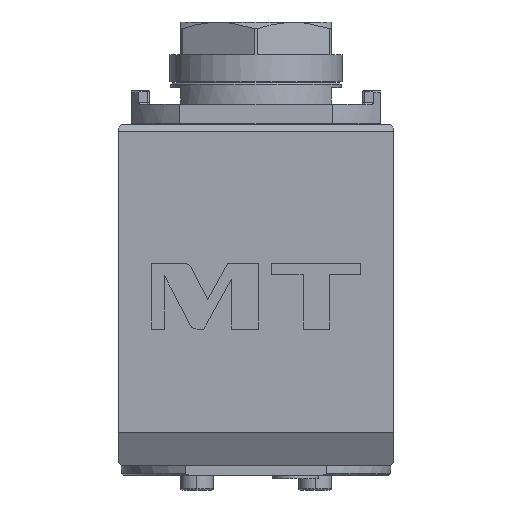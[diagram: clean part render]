
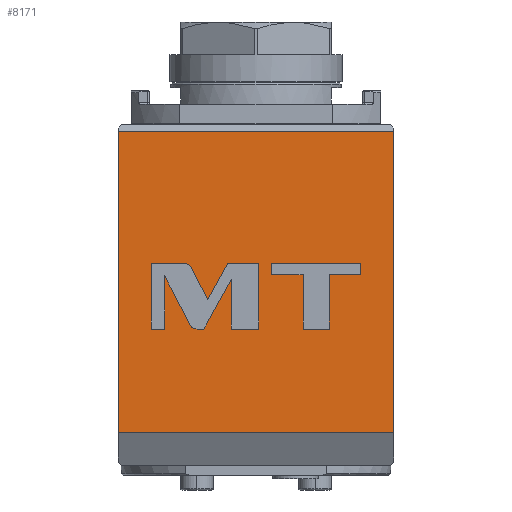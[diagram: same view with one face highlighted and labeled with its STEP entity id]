
A CAD part, left-side view. The second image highlights one B-rep face of the part: STEP entity #8171.
In plain terms, the highlighted planar face has unit normal (-1, 0, 0).
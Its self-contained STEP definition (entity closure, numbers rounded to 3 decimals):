
#1460=DIRECTION('',(0.,1.,0.));
#1461=VECTOR('',#1460,84.);
#1462=CARTESIAN_POINT('',(-111.,-42.,50.2));
#1463=LINE('',#1462,#1461);
#1464=DIRECTION('',(0.,0.,-1.));
#1465=VECTOR('',#1464,91.7);
#1466=CARTESIAN_POINT('',(-111.,-42.,50.2));
#1467=LINE('',#1466,#1465);
#1468=DIRECTION('',(0.,-1.,0.));
#1469=VECTOR('',#1468,84.);
#1470=CARTESIAN_POINT('',(-111.,42.,-41.5));
#1471=LINE('',#1470,#1469);
#1472=DIRECTION('',(0.,0.,1.));
#1473=VECTOR('',#1472,91.7);
#1474=CARTESIAN_POINT('',(-111.,42.,-41.5));
#1475=LINE('',#1474,#1473);
#1476=CARTESIAN_POINT('',(-111.,19.771,8.698));
#1477=CARTESIAN_POINT('',(-111.,20.186,9.501));
#1478=CARTESIAN_POINT('',(-111.,21.006,10.));
#1479=CARTESIAN_POINT('',(-111.,21.91,10.));
#1481=DIRECTION('',(0.,1.,0.));
#1482=VECTOR('',#1481,10.054);
#1483=CARTESIAN_POINT('',(-111.,21.91,10.));
#1484=LINE('',#1483,#1482);
#1485=DIRECTION('',(0.,0.,-1.));
#1486=VECTOR('',#1485,20.);
#1487=CARTESIAN_POINT('',(-111.,31.964,10.));
#1488=LINE('',#1487,#1486);
#1489=DIRECTION('',(0.,-1.,0.));
#1490=VECTOR('',#1489,4.16);
#1491=CARTESIAN_POINT('',(-111.,31.964,-10.));
#1492=LINE('',#1491,#1490);
#1493=DIRECTION('',(0.,0.,1.));
#1494=VECTOR('',#1493,16.202);
#1495=CARTESIAN_POINT('',(-111.,27.804,-10.));
#1496=LINE('',#1495,#1494);
#1497=DIRECTION('',(0.,-0.459,-0.888));
#1498=VECTOR('',#1497,16.774);
#1499=CARTESIAN_POINT('',(-111.,27.804,6.202));
#1500=LINE('',#1499,#1498);
#1501=CARTESIAN_POINT('',(-111.,20.1,-8.698));
#1502=CARTESIAN_POINT('',(-111.,19.684,-9.502));
#1503=CARTESIAN_POINT('',(-111.,18.863,-10.));
#1504=CARTESIAN_POINT('',(-111.,17.958,-10.));
#1506=DIRECTION('',(0.,-1.,0.));
#1507=VECTOR('',#1506,2.086);
#1508=CARTESIAN_POINT('',(-111.,17.958,-10.));
#1509=LINE('',#1508,#1507);
#1510=DIRECTION('',(0.,-0.481,0.877));
#1511=VECTOR('',#1510,17.353);
#1512=CARTESIAN_POINT('',(-111.,15.872,-10.));
#1513=LINE('',#1512,#1511);
#1514=DIRECTION('',(0.,0.,-1.));
#1515=VECTOR('',#1514,15.212);
#1516=CARTESIAN_POINT('',(-111.,7.522,5.212));
#1517=LINE('',#1516,#1515);
#1518=DIRECTION('',(0.,-1.,0.));
#1519=VECTOR('',#1518,8.416);
#1520=CARTESIAN_POINT('',(-111.,7.522,-10.));
#1521=LINE('',#1520,#1519);
#1522=DIRECTION('',(0.,0.,1.));
#1523=VECTOR('',#1522,20.);
#1524=CARTESIAN_POINT('',(-111.,-0.894,-10.));
#1525=LINE('',#1524,#1523);
#1526=DIRECTION('',(0.,1.,0.));
#1527=VECTOR('',#1526,9.488);
#1528=CARTESIAN_POINT('',(-111.,-0.894,10.));
#1529=LINE('',#1528,#1527);
#1530=DIRECTION('',(0.,0.481,-0.877));
#1531=VECTOR('',#1530,12.681);
#1532=CARTESIAN_POINT('',(-111.,8.594,10.));
#1533=LINE('',#1532,#1531);
#1534=DIRECTION('',(0.,0.459,0.888));
#1535=VECTOR('',#1534,11.049);
#1536=CARTESIAN_POINT('',(-111.,14.696,-1.116));
#1537=LINE('',#1536,#1535);
#1538=DIRECTION('',(0.,0.,-1.));
#1539=VECTOR('',#1538,16.594);
#1540=CARTESIAN_POINT('',(-111.,-14.344,6.594));
#1541=LINE('',#1540,#1539);
#1542=DIRECTION('',(0.,-1.,0.));
#1543=VECTOR('',#1542,7.922);
#1544=CARTESIAN_POINT('',(-111.,-14.344,-10.));
#1545=LINE('',#1544,#1543);
#1546=DIRECTION('',(0.,0.,1.));
#1547=VECTOR('',#1546,16.594);
#1548=CARTESIAN_POINT('',(-111.,-22.266,-10.));
#1549=LINE('',#1548,#1547);
#1550=DIRECTION('',(0.,-1.,0.));
#1551=VECTOR('',#1550,9.696);
#1552=CARTESIAN_POINT('',(-111.,-22.266,6.594));
#1553=LINE('',#1552,#1551);
#1554=DIRECTION('',(0.,0.,1.));
#1555=VECTOR('',#1554,3.406);
#1556=CARTESIAN_POINT('',(-111.,-31.962,6.594));
#1557=LINE('',#1556,#1555);
#1558=DIRECTION('',(0.,1.,0.));
#1559=VECTOR('',#1558,27.314);
#1560=CARTESIAN_POINT('',(-111.,-31.962,10.));
#1561=LINE('',#1560,#1559);
#1562=DIRECTION('',(0.,0.,-1.));
#1563=VECTOR('',#1562,3.406);
#1564=CARTESIAN_POINT('',(-111.,-4.648,10.));
#1565=LINE('',#1564,#1563);
#1566=DIRECTION('',(0.,-1.,0.));
#1567=VECTOR('',#1566,9.696);
#1568=CARTESIAN_POINT('',(-111.,-4.648,6.594));
#1569=LINE('',#1568,#1567);
#5742=CARTESIAN_POINT('',(-111.,42.,-41.5));
#5743=VERTEX_POINT('',#5742);
#5744=CARTESIAN_POINT('',(-111.,-42.,-41.5));
#5745=VERTEX_POINT('',#5744);
#5754=CARTESIAN_POINT('',(-111.,-42.,50.2));
#5755=CARTESIAN_POINT('',(-111.,42.,50.2));
#5756=VERTEX_POINT('',#5754);
#5757=VERTEX_POINT('',#5755);
#6742=VERTEX_POINT('',#1476);
#6743=VERTEX_POINT('',#1479);
#6744=CARTESIAN_POINT('',(-111.,31.964,10.));
#6745=VERTEX_POINT('',#6744);
#6746=CARTESIAN_POINT('',(-111.,31.964,-10.));
#6747=VERTEX_POINT('',#6746);
#6748=CARTESIAN_POINT('',(-111.,27.804,-10.));
#6749=VERTEX_POINT('',#6748);
#6750=CARTESIAN_POINT('',(-111.,27.804,6.202));
#6751=VERTEX_POINT('',#6750);
#6752=CARTESIAN_POINT('',(-111.,20.1,-8.698));
#6753=VERTEX_POINT('',#6752);
#6754=VERTEX_POINT('',#1504);
#6755=CARTESIAN_POINT('',(-111.,15.872,-10.));
#6756=VERTEX_POINT('',#6755);
#6757=CARTESIAN_POINT('',(-111.,7.522,5.212));
#6758=VERTEX_POINT('',#6757);
#6759=CARTESIAN_POINT('',(-111.,7.522,-10.));
#6760=VERTEX_POINT('',#6759);
#6761=CARTESIAN_POINT('',(-111.,-0.894,-10.));
#6762=VERTEX_POINT('',#6761);
#6763=CARTESIAN_POINT('',(-111.,-0.894,10.));
#6764=VERTEX_POINT('',#6763);
#6765=CARTESIAN_POINT('',(-111.,8.594,10.));
#6766=VERTEX_POINT('',#6765);
#6767=CARTESIAN_POINT('',(-111.,14.696,-1.116));
#6768=VERTEX_POINT('',#6767);
#6769=CARTESIAN_POINT('',(-111.,-14.344,6.594));
#6770=CARTESIAN_POINT('',(-111.,-14.344,-10.));
#6771=VERTEX_POINT('',#6769);
#6772=VERTEX_POINT('',#6770);
#6773=CARTESIAN_POINT('',(-111.,-22.266,-10.));
#6774=VERTEX_POINT('',#6773);
#6775=CARTESIAN_POINT('',(-111.,-22.266,6.594));
#6776=VERTEX_POINT('',#6775);
#6777=CARTESIAN_POINT('',(-111.,-31.962,6.594));
#6778=VERTEX_POINT('',#6777);
#6779=CARTESIAN_POINT('',(-111.,-31.962,10.));
#6780=VERTEX_POINT('',#6779);
#6781=CARTESIAN_POINT('',(-111.,-4.648,10.));
#6782=VERTEX_POINT('',#6781);
#6783=CARTESIAN_POINT('',(-111.,-4.648,6.594));
#6784=VERTEX_POINT('',#6783);
#8109=CARTESIAN_POINT('',(-111.,0.,0.));
#8110=DIRECTION('',(1.,0.,0.));
#8111=DIRECTION('',(0.,1.,0.));
#8112=AXIS2_PLACEMENT_3D('',#8109,#8110,#8111);
#8113=PLANE('',#8112);
#8115=ORIENTED_EDGE('',*,*,#8114,.F.);
#8116=ORIENTED_EDGE('',*,*,#7587,.T.);
#8117=ORIENTED_EDGE('',*,*,#7849,.F.);
#8118=ORIENTED_EDGE('',*,*,#7262,.T.);
#8119=EDGE_LOOP('',(#8115,#8116,#8117,#8118));
#8120=FACE_OUTER_BOUND('',#8119,.F.);
#8122=ORIENTED_EDGE('',*,*,#8121,.T.);
#8124=ORIENTED_EDGE('',*,*,#8123,.T.);
#8126=ORIENTED_EDGE('',*,*,#8125,.T.);
#8128=ORIENTED_EDGE('',*,*,#8127,.T.);
#8130=ORIENTED_EDGE('',*,*,#8129,.T.);
#8132=ORIENTED_EDGE('',*,*,#8131,.T.);
#8134=ORIENTED_EDGE('',*,*,#8133,.T.);
#8136=ORIENTED_EDGE('',*,*,#8135,.T.);
#8138=ORIENTED_EDGE('',*,*,#8137,.T.);
#8140=ORIENTED_EDGE('',*,*,#8139,.T.);
#8142=ORIENTED_EDGE('',*,*,#8141,.T.);
#8144=ORIENTED_EDGE('',*,*,#8143,.T.);
#8146=ORIENTED_EDGE('',*,*,#8145,.T.);
#8148=ORIENTED_EDGE('',*,*,#8147,.T.);
#8150=ORIENTED_EDGE('',*,*,#8149,.T.);
#8151=EDGE_LOOP('',(#8122,#8124,#8126,#8128,#8130,#8132,#8134,#8136,#8138,#8140,
#8142,#8144,#8146,#8148,#8150));
#8152=FACE_BOUND('',#8151,.F.);
#8154=ORIENTED_EDGE('',*,*,#8153,.T.);
#8156=ORIENTED_EDGE('',*,*,#8155,.T.);
#8158=ORIENTED_EDGE('',*,*,#8157,.T.);
#8160=ORIENTED_EDGE('',*,*,#8159,.T.);
#8162=ORIENTED_EDGE('',*,*,#8161,.T.);
#8164=ORIENTED_EDGE('',*,*,#8163,.T.);
#8166=ORIENTED_EDGE('',*,*,#8165,.T.);
#8168=ORIENTED_EDGE('',*,*,#8167,.T.);
#8169=EDGE_LOOP('',(#8154,#8156,#8158,#8160,#8162,#8164,#8166,#8168));
#8170=FACE_BOUND('',#8169,.F.);
#8171=ADVANCED_FACE('',(#8120,#8152,#8170),#8113,.F.);
#1480=B_SPLINE_CURVE_WITH_KNOTS('',3,(#1476,#1477,#1478,#1479),.UNSPECIFIED.,
.F.,.F.,(4,4),(0.,1.),.UNSPECIFIED.);
#1505=B_SPLINE_CURVE_WITH_KNOTS('',3,(#1501,#1502,#1503,#1504),.UNSPECIFIED.,
.F.,.F.,(4,4),(0.,1.),.UNSPECIFIED.);
#7262=EDGE_CURVE('',#5743,#5757,#1475,.T.);
#7587=EDGE_CURVE('',#5756,#5745,#1467,.T.);
#7849=EDGE_CURVE('',#5743,#5745,#1471,.T.);
#8114=EDGE_CURVE('',#5756,#5757,#1463,.T.);
#8121=EDGE_CURVE('',#6742,#6743,#1480,.T.);
#8123=EDGE_CURVE('',#6743,#6745,#1484,.T.);
#8125=EDGE_CURVE('',#6745,#6747,#1488,.T.);
#8127=EDGE_CURVE('',#6747,#6749,#1492,.T.);
#8129=EDGE_CURVE('',#6749,#6751,#1496,.T.);
#8131=EDGE_CURVE('',#6751,#6753,#1500,.T.);
#8133=EDGE_CURVE('',#6753,#6754,#1505,.T.);
#8135=EDGE_CURVE('',#6754,#6756,#1509,.T.);
#8137=EDGE_CURVE('',#6756,#6758,#1513,.T.);
#8139=EDGE_CURVE('',#6758,#6760,#1517,.T.);
#8141=EDGE_CURVE('',#6760,#6762,#1521,.T.);
#8143=EDGE_CURVE('',#6762,#6764,#1525,.T.);
#8145=EDGE_CURVE('',#6764,#6766,#1529,.T.);
#8147=EDGE_CURVE('',#6766,#6768,#1533,.T.);
#8149=EDGE_CURVE('',#6768,#6742,#1537,.T.);
#8153=EDGE_CURVE('',#6771,#6772,#1541,.T.);
#8155=EDGE_CURVE('',#6772,#6774,#1545,.T.);
#8157=EDGE_CURVE('',#6774,#6776,#1549,.T.);
#8159=EDGE_CURVE('',#6776,#6778,#1553,.T.);
#8161=EDGE_CURVE('',#6778,#6780,#1557,.T.);
#8163=EDGE_CURVE('',#6780,#6782,#1561,.T.);
#8165=EDGE_CURVE('',#6782,#6784,#1565,.T.);
#8167=EDGE_CURVE('',#6784,#6771,#1569,.T.);
